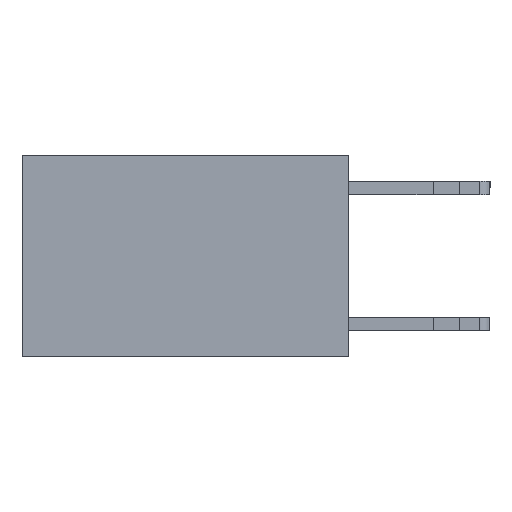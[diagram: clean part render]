
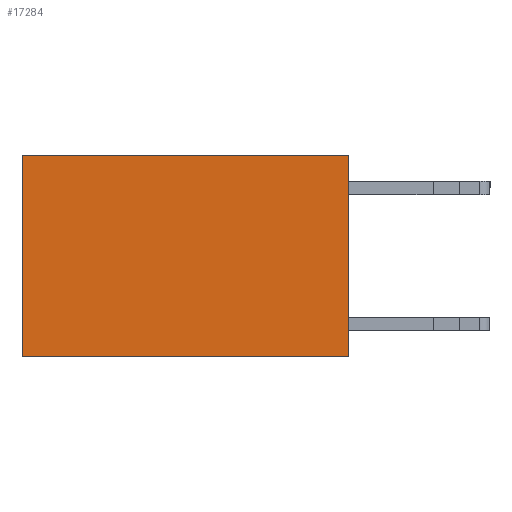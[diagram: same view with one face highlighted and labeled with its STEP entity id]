
A CAD part, left-side view. The second image highlights one B-rep face of the part: STEP entity #17284.
In plain terms, the highlighted planar face has unit normal (-1, 0, 0).
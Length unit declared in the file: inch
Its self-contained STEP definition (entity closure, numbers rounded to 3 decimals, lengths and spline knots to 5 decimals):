
#380 = CARTESIAN_POINT ( 'NONE',  ( 0.2625, 0.6, -0.37 ) ) ;
#921 = ORIENTED_EDGE ( 'NONE', *, *, #13493, .F. ) ;
#2096 = FACE_OUTER_BOUND ( 'NONE', #9864, .T. ) ;
#2225 = ORIENTED_EDGE ( 'NONE', *, *, #5992, .T. ) ;
#2375 = VECTOR ( 'NONE', #18167, 39.37008 ) ;
#2903 = LINE ( 'NONE', #6170, #13286 ) ;
#3450 = DIRECTION ( 'NONE',  ( 0., 0., -1. ) ) ;
#3493 = LINE ( 'NONE', #14169, #15549 ) ;
#4465 = VERTEX_POINT ( 'NONE', #380 ) ;
#5140 = PLANE ( 'NONE',  #15841 ) ;
#5950 = CARTESIAN_POINT ( 'NONE',  ( 0.2625, 0.6, 0. ) ) ;
#5992 = EDGE_CURVE ( 'NONE', #7908, #4465, #11308, .T. ) ;
#6170 = CARTESIAN_POINT ( 'NONE',  ( 0.2625, 0., -0.37 ) ) ;
#6482 = ORIENTED_EDGE ( 'NONE', *, *, #15827, .F. ) ;
#6938 = CARTESIAN_POINT ( 'NONE',  ( 0.2625, 0., 0. ) ) ;
#7550 = CARTESIAN_POINT ( 'NONE',  ( 0.2625, 0.6, 0. ) ) ;
#7606 = VERTEX_POINT ( 'NONE', #20175 ) ;
#7908 = VERTEX_POINT ( 'NONE', #5950 ) ;
#8389 = VECTOR ( 'NONE', #18252, 39.37008 ) ;
#9409 = LINE ( 'NONE', #9836, #2375 ) ;
#9836 = CARTESIAN_POINT ( 'NONE',  ( 0.2625, 0., 0. ) ) ;
#9864 = EDGE_LOOP ( 'NONE', ( #2225, #6482, #921, #10916 ) ) ;
#10477 = DIRECTION ( 'NONE',  ( 1., 0., 0. ) ) ;
#10860 = DIRECTION ( 'NONE',  ( 0., 1., 0. ) ) ;
#10916 = ORIENTED_EDGE ( 'NONE', *, *, #19303, .T. ) ;
#11308 = LINE ( 'NONE', #7550, #8389 ) ;
#12193 = CARTESIAN_POINT ( 'NONE',  ( 0.2625, 0., 0. ) ) ;
#13286 = VECTOR ( 'NONE', #15155, 39.37008 ) ;
#13493 = EDGE_CURVE ( 'NONE', #14794, #7606, #9409, .T. ) ;
#14169 = CARTESIAN_POINT ( 'NONE',  ( 0.2625, 0., 0. ) ) ;
#14794 = VERTEX_POINT ( 'NONE', #6938 ) ;
#15155 = DIRECTION ( 'NONE',  ( 0., 1., 0. ) ) ;
#15549 = VECTOR ( 'NONE', #10860, 39.37008 ) ;
#15827 = EDGE_CURVE ( 'NONE', #7606, #4465, #2903, .T. ) ;
#15841 = AXIS2_PLACEMENT_3D ( 'NONE', #12193, #10477, #3450 ) ;
#17284 = ADVANCED_FACE ( 'NONE', ( #2096 ), #5140, .F. ) ;
#18167 = DIRECTION ( 'NONE',  ( 0., 0., -1. ) ) ;
#18252 = DIRECTION ( 'NONE',  ( 0., 0., -1. ) ) ;
#19303 = EDGE_CURVE ( 'NONE', #14794, #7908, #3493, .T. ) ;
#20175 = CARTESIAN_POINT ( 'NONE',  ( 0.2625, 0., -0.37 ) ) ;
